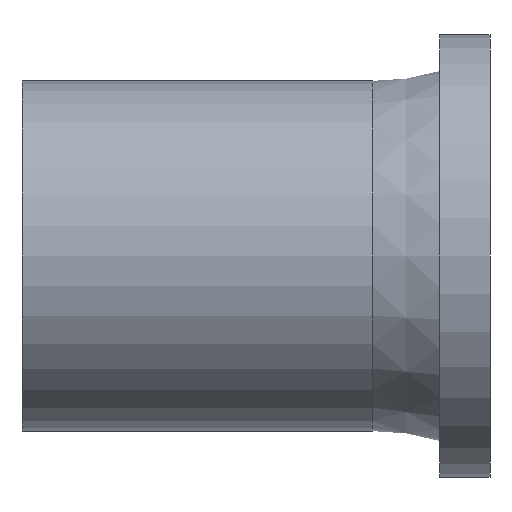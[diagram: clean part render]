
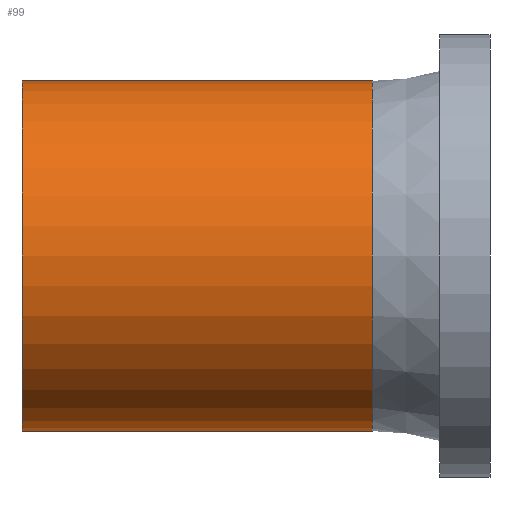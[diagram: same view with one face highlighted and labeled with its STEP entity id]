
A CAD part, front view. The second image highlights one B-rep face of the part: STEP entity #99.
In plain terms, the highlighted cylindrical face has radius 62.5 mm (diameter 125 mm), a full revolution.
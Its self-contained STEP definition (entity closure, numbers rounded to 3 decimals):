
#24=FACE_OUTER_BOUND('',#32,.T.);
#32=EDGE_LOOP('',(#78,#79,#80,#81));
#40=LINE('',#185,#44);
#44=VECTOR('',#155,62.5);
#49=CIRCLE('',#128,62.5);
#50=CIRCLE('',#130,62.5);
#56=VERTEX_POINT('',#180);
#57=VERTEX_POINT('',#183);
#64=EDGE_CURVE('',#56,#56,#49,.T.);
#65=EDGE_CURVE('',#57,#57,#50,.T.);
#66=EDGE_CURVE('',#57,#56,#40,.T.);
#78=ORIENTED_EDGE('',*,*,#65,.F.);
#79=ORIENTED_EDGE('',*,*,#66,.T.);
#80=ORIENTED_EDGE('',*,*,#64,.T.);
#81=ORIENTED_EDGE('',*,*,#66,.F.);
#95=CYLINDRICAL_SURFACE('',#129,62.5);
#99=ADVANCED_FACE('',(#24),#95,.T.);
#128=AXIS2_PLACEMENT_3D('',#181,#149,#150);
#129=AXIS2_PLACEMENT_3D('',#182,#151,#152);
#130=AXIS2_PLACEMENT_3D('',#184,#153,#154);
#149=DIRECTION('center_axis',(1.,0.,0.));
#150=DIRECTION('ref_axis',(0.,0.,-1.));
#151=DIRECTION('center_axis',(1.,0.,0.));
#152=DIRECTION('ref_axis',(0.,1.,0.));
#153=DIRECTION('center_axis',(1.,0.,0.));
#154=DIRECTION('ref_axis',(0.,0.,-1.));
#155=DIRECTION('',(-1.,0.,0.));
#180=CARTESIAN_POINT('',(0.,-62.5,0.));
#181=CARTESIAN_POINT('Origin',(0.,0.,0.));
#182=CARTESIAN_POINT('Origin',(62.5,0.,0.));
#183=CARTESIAN_POINT('',(125.,-62.5,0.));
#184=CARTESIAN_POINT('Origin',(125.,0.,0.));
#185=CARTESIAN_POINT('',(62.5,-62.5,0.));
